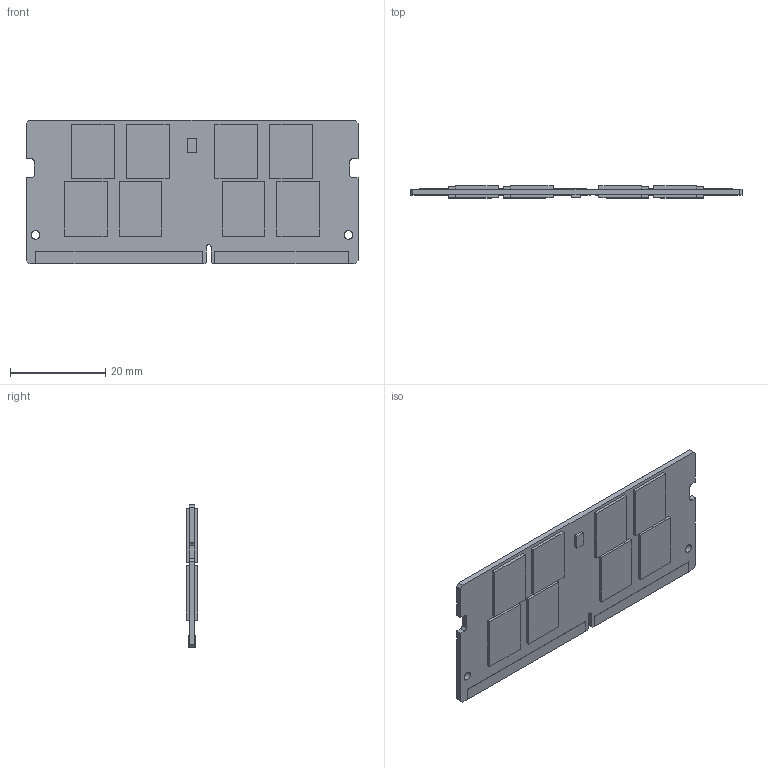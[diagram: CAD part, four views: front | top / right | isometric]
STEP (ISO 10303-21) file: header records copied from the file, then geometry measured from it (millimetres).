
FILE_DESCRIPTION (( 'STEP AP214' ), '1' );
FILE_NAME ('DDR4-SODIMM.STEP', '2019-04-02T16:54:31', ( '' ), ( '' ), 'SwSTEP 2.0', 'SolidWorks 2018', '' );
FILE_SCHEMA (( 'AUTOMOTIVE_DESIGN' ));
Length unit declared in the file: millimetre
Products named in the file (2): DDR4-SODIMM; DDR4 Board
Assembly tree (1 placements, depth 2):
  DDR4-SODIMM
    DDR4 Board
Bounding box: 69.6 x 2.5 x 30 mm (x, y, z)
Volume: 3589.9 mm3; surface area: 4856.1 mm2
Topology: 1 solids, 1 shells, 133 faces, 342 edges, 228 vertices
Faces by surface type: plane 124, cylinder 9
Entity records: 5159 total; most frequent: CARTESIAN_POINT 707, ORIENTED_EDGE 684, DIRECTION 634, EDGE_CURVE 342, VECTOR 324, LINE 324, VERTEX_POINT 228, AXIS2_PLACEMENT_3D 155
